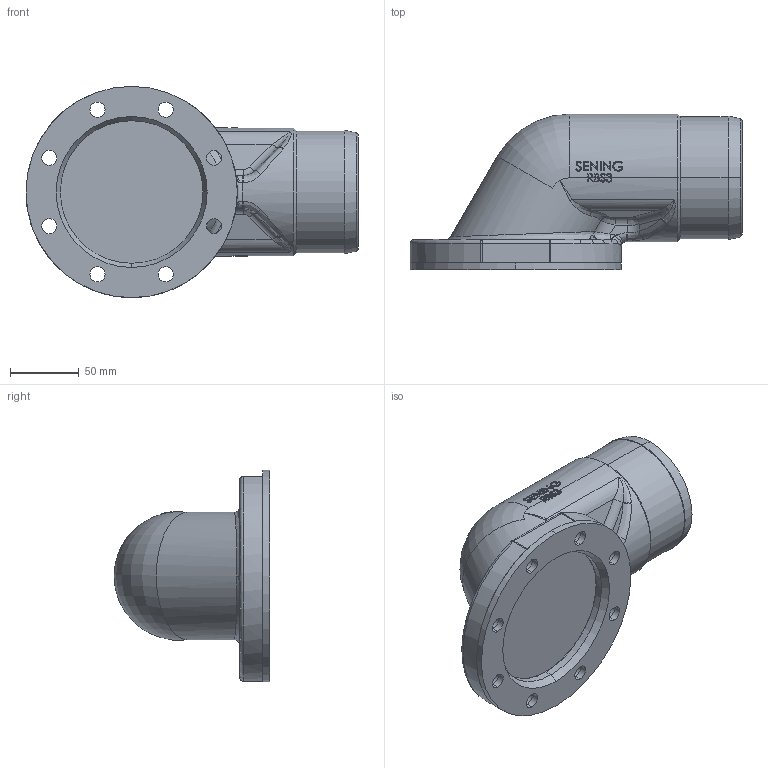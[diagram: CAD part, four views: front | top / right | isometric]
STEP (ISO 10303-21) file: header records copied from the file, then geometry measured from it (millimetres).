
FILE_DESCRIPTION (( 'STEP AP214' ), '1' );
FILE_NAME ('RBS3_250626.STEP', '2012-08-29T13:39:25', ( 'Admin2' ), ( '' ), 'SwSTEP 2.0', 'SolidWorks 2010', '' );
FILE_SCHEMA (( 'AUTOMOTIVE_DESIGN' ));
Length unit declared in the file: millimetre
Products named in the file (1): RBS3_250626
Bounding box: 242 x 113.5 x 154 mm (x, y, z)
Surface area: 145529.4 mm2 (no closed solid volume)
Topology: 0 solids, 4 shells, 348 faces, 1080 edges, 708 vertices
Faces by surface type: bspline 138, cylinder 100, plane 86, cone 13, torus 9, sphere 2
Entity records: 23107 total; most frequent: CARTESIAN_POINT 10855, ORIENTED_EDGE 1957, DIRECTION 1343, EDGE_CURVE 1076, VERTEX_POINT 708, AXIS2_PLACEMENT_3D 463, VECTOR 417, LINE 417
